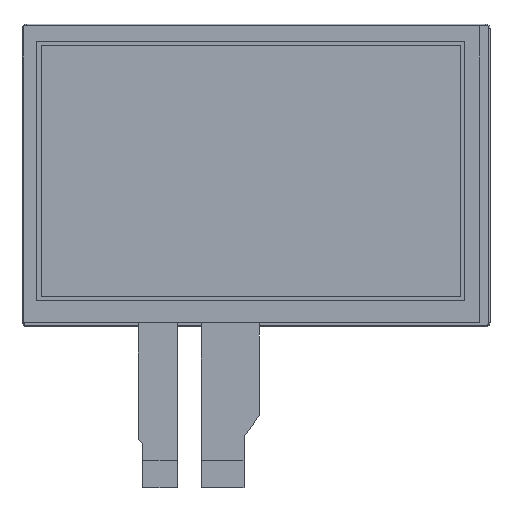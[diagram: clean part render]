
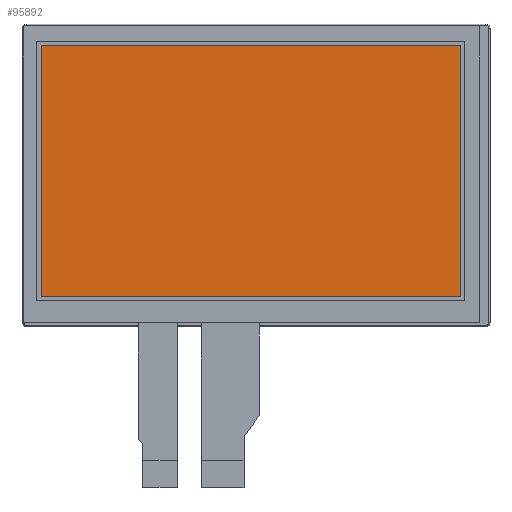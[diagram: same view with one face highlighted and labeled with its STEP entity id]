
A CAD part, top view. The second image highlights one B-rep face of the part: STEP entity #95892.
In plain terms, the highlighted planar face has unit normal (0, 0, 1).
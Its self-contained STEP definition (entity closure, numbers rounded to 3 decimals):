
#9301=FACE_OUTER_BOUND('',#14607,.T.);
#14607=EDGE_LOOP('',(#85864,#85865,#85866,#85867));
#25126=LINE('',#175957,#36182);
#25127=LINE('',#175959,#36183);
#25128=LINE('',#175961,#36184);
#25129=LINE('',#175962,#36185);
#36182=VECTOR('',#128637,10.);
#36183=VECTOR('',#128638,10.);
#36184=VECTOR('',#128639,10.);
#36185=VECTOR('',#128640,10.);
#45254=VERTEX_POINT('',#175955);
#45255=VERTEX_POINT('',#175956);
#45256=VERTEX_POINT('',#175958);
#45257=VERTEX_POINT('',#175960);
#58886=EDGE_CURVE('',#45254,#45255,#25126,.T.);
#58887=EDGE_CURVE('',#45255,#45256,#25127,.T.);
#58888=EDGE_CURVE('',#45256,#45257,#25128,.T.);
#58889=EDGE_CURVE('',#45257,#45254,#25129,.T.);
#85864=ORIENTED_EDGE('',*,*,#58886,.T.);
#85865=ORIENTED_EDGE('',*,*,#58887,.T.);
#85866=ORIENTED_EDGE('',*,*,#58888,.T.);
#85867=ORIENTED_EDGE('',*,*,#58889,.T.);
#90885=PLANE('',#103514);
#95892=ADVANCED_FACE('',(#9301),#90885,.T.);
#103514=AXIS2_PLACEMENT_3D('',#175954,#128635,#128636);
#128635=DIRECTION('center_axis',(0.,0.,1.));
#128636=DIRECTION('ref_axis',(1.,0.,0.));
#128637=DIRECTION('',(0.,-1.,0.));
#128638=DIRECTION('',(1.,0.,0.));
#128639=DIRECTION('',(0.,1.,0.));
#128640=DIRECTION('',(-1.,0.,0.));
#175954=CARTESIAN_POINT('Origin',(0.26,-1.145,9.47));
#175955=CARTESIAN_POINT('',(-76.2,45.72,9.47));
#175956=CARTESIAN_POINT('',(-76.2,-45.72,9.47));
#175957=CARTESIAN_POINT('',(-76.2,22.288,9.47));
#175958=CARTESIAN_POINT('',(76.2,-45.72,9.47));
#175959=CARTESIAN_POINT('',(-37.97,-45.72,9.47));
#175960=CARTESIAN_POINT('',(76.2,45.72,9.47));
#175961=CARTESIAN_POINT('',(76.2,-23.433,9.47));
#175962=CARTESIAN_POINT('',(38.23,45.72,9.47));
